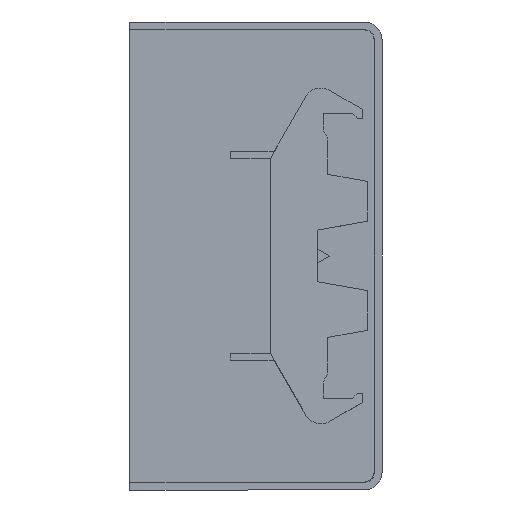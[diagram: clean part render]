
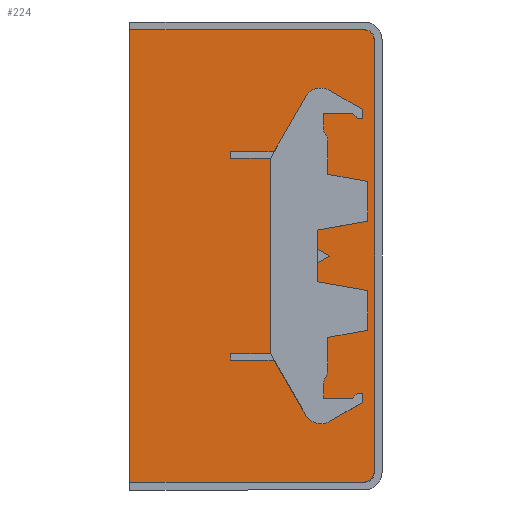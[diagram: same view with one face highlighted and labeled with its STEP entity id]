
A CAD part, top view. The second image highlights one B-rep face of the part: STEP entity #224.
In plain terms, the highlighted planar face has unit normal (0, 0, 1).
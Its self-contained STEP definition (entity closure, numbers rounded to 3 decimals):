
#14 = LINE ( 'NONE', #1686, #1856 ) ;
#224 = ADVANCED_FACE ( 'NONE', ( #440 ), #1485, .F. ) ;
#440 = FACE_OUTER_BOUND ( 'NONE', #1291, .T. ) ;
#483 = CARTESIAN_POINT ( 'NONE',  ( 70.378, 62.3, 0. ) ) ;
#497 = CARTESIAN_POINT ( 'NONE',  ( 67.5, 65.178, 0. ) ) ;
#834 = DIRECTION ( 'NONE',  ( -1., 0., 0. ) ) ;
#837 = DIRECTION ( 'NONE',  ( 0., 0., -1. ) ) ;
#840 = CARTESIAN_POINT ( 'NONE',  ( 67.5, -62.3, 0. ) ) ;
#862 = AXIS2_PLACEMENT_3D ( 'NONE', #840, #837, #834 ) ;
#884 = VERTEX_POINT ( 'NONE', #1813 ) ;
#918 = CARTESIAN_POINT ( 'NONE',  ( 67.5, -65.178, 0. ) ) ;
#940 = AXIS2_PLACEMENT_3D ( 'NONE', #1536, #1533, #1515 ) ;
#983 = CARTESIAN_POINT ( 'NONE',  ( 70.378, 62.3, 0. ) ) ;
#987 = DIRECTION ( 'NONE',  ( 0., -1., 0. ) ) ;
#1291 = EDGE_LOOP ( 'NONE', ( #1765, #1782, #1804, #1822, #1826, #1843 ) ) ;
#1357 = VERTEX_POINT ( 'NONE', #483 ) ;
#1396 = DIRECTION ( 'NONE',  ( -1., 0., 0. ) ) ;
#1465 = DIRECTION ( 'NONE',  ( -1., 0., 0. ) ) ;
#1485 = PLANE ( 'NONE',  #2287 ) ;
#1489 = CARTESIAN_POINT ( 'NONE',  ( 67.5, 62.3, 0. ) ) ;
#1495 = CARTESIAN_POINT ( 'NONE',  ( 67.5, -65.178, 0. ) ) ;
#1501 = DIRECTION ( 'NONE',  ( 0., 0., -1. ) ) ;
#1515 = DIRECTION ( 'NONE',  ( -1., 0., 0. ) ) ;
#1533 = DIRECTION ( 'NONE',  ( 0., 0., -1. ) ) ;
#1536 = CARTESIAN_POINT ( 'NONE',  ( 67.5, 62.3, 0. ) ) ;
#1675 = DIRECTION ( 'NONE',  ( 1., 0., 0. ) ) ;
#1682 = CIRCLE ( 'NONE', #862, 2.878 ) ;
#1686 = CARTESIAN_POINT ( 'NONE',  ( 67.5, 65.178, 0. ) ) ;
#1707 = LINE ( 'NONE', #983, #1712 ) ;
#1712 = VECTOR ( 'NONE', #987, 1000. ) ;
#1765 = ORIENTED_EDGE ( 'NONE', *, *, #1960, .F. ) ;
#1782 = ORIENTED_EDGE ( 'NONE', *, *, #2849, .F. ) ;
#1804 = ORIENTED_EDGE ( 'NONE', *, *, #2767, .F. ) ;
#1813 = CARTESIAN_POINT ( 'NONE',  ( 0., 65.178, 0. ) ) ;
#1822 = ORIENTED_EDGE ( 'NONE', *, *, #2661, .F. ) ;
#1826 = ORIENTED_EDGE ( 'NONE', *, *, #2610, .F. ) ;
#1831 = CIRCLE ( 'NONE', #940, 2.878 ) ;
#1843 = ORIENTED_EDGE ( 'NONE', *, *, #2504, .F. ) ;
#1856 = VECTOR ( 'NONE', #1675, 1000. ) ;
#1893 = VECTOR ( 'NONE', #1915, 1000. ) ;
#1914 = LINE ( 'NONE', #1920, #1893 ) ;
#1915 = DIRECTION ( 'NONE',  ( 0., 1., 0. ) ) ;
#1920 = CARTESIAN_POINT ( 'NONE',  ( 0., 0., 0. ) ) ;
#1960 = EDGE_CURVE ( 'NONE', #2777, #2420, #2244, .T. ) ;
#2068 = VERTEX_POINT ( 'NONE', #497 ) ;
#2199 = VERTEX_POINT ( 'NONE', #2729 ) ;
#2244 = LINE ( 'NONE', #1495, #2259 ) ;
#2259 = VECTOR ( 'NONE', #1396, 1000. ) ;
#2287 = AXIS2_PLACEMENT_3D ( 'NONE', #1489, #1501, #1465 ) ;
#2323 = CARTESIAN_POINT ( 'NONE',  ( 0., -65.178, 0. ) ) ;
#2420 = VERTEX_POINT ( 'NONE', #2323 ) ;
#2504 = EDGE_CURVE ( 'NONE', #2420, #884, #1914, .T. ) ;
#2610 = EDGE_CURVE ( 'NONE', #884, #2068, #14, .T. ) ;
#2661 = EDGE_CURVE ( 'NONE', #2068, #1357, #1831, .T. ) ;
#2729 = CARTESIAN_POINT ( 'NONE',  ( 70.378, -62.3, 0. ) ) ;
#2767 = EDGE_CURVE ( 'NONE', #1357, #2199, #1707, .T. ) ;
#2777 = VERTEX_POINT ( 'NONE', #918 ) ;
#2849 = EDGE_CURVE ( 'NONE', #2199, #2777, #1682, .T. ) ;
